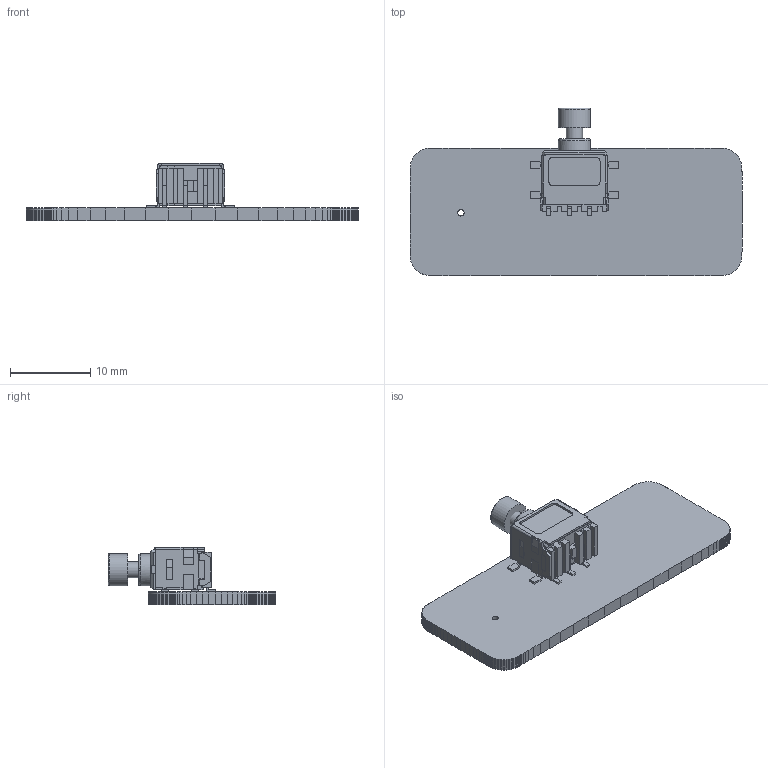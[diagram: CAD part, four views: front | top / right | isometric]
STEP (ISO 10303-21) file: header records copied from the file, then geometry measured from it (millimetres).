
FILE_DESCRIPTION(('KiCad electronic assembly'),'2;1');
FILE_NAME('mic switch.stp','2019-11-05T01:48:54',('An Author'),( 'A Company'),'Open CASCADE STEP processor 6.9', 'KiCad to STEP converter','Unknown');
FILE_SCHEMA(('AUTOMOTIVE_DESIGN { 1 0 10303 214 1 1 1 1 }'));
Length unit declared in the file: millimetre
Products named in the file (4): Open CASCADE STEP translator 6.9 1; G3B15AH-R-YA; COMPOUND
Assembly tree (3 placements, depth 3):
  Open CASCADE STEP translator 6.9 1
    G3B15AH-R-YA
      COMPOUND
    COMPOUND
Bounding box: 41.27 x 20.81 x 7.15 mm (x, y, z)
Volume: 1393.7 mm3; surface area: 2126.7 mm2
Topology: 6 solids, 6 shells, 553 faces, 1600 edges, 1062 vertices
Faces by surface type: plane 523, cylinder 27, torus 2, cone 1
Full cylindrical faces by diameter (mm): 0.8 x1, 1.499 x1, 2.007 x1, 3.988 x2
Entity records: 41144 total; most frequent: CARTESIAN_POINT 6561, DIRECTION 5953, LINE 4671, VECTOR 4671, ORIENTED_EDGE 3200, PCURVE 3200, DEFINITIONAL_REPRESENTATION 3200, EDGE_CURVE 1600
